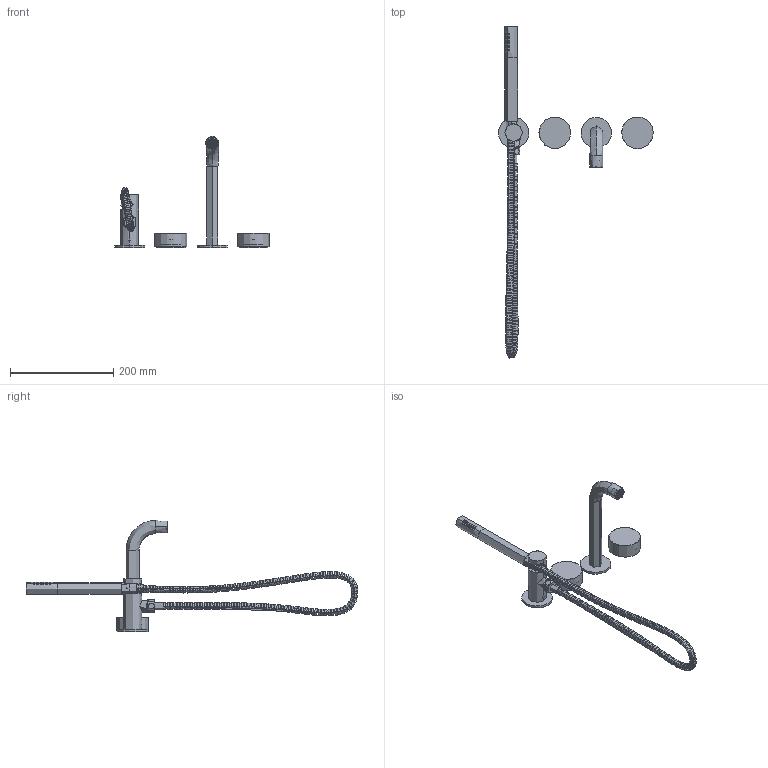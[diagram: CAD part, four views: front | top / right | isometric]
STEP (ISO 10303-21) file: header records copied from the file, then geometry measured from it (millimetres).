
FILE_DESCRIPTION (( 'STEP AP214' ), '1' );
FILE_NAME ('MPPBMSHS2_SHELL.STEP', '2018-01-21T21:29:15', ( 'khoa' ), ( '' ), 'SwSTEP 2.0', 'SolidWorks 2016', '' );
FILE_SCHEMA (( 'AUTOMOTIVE_DESIGN' ));
Length unit declared in the file: millimetre
Products named in the file (40): 00942; MPBO200; i-423030; 00227; 00851; 00234; 00917; MPPSBM; 00947; I-SE07D01_OUTLET END; MPPBMSHS2_SHELL; I-KJ8077305C; I-SE07D01_CONNECTION END; 00292; HAND SHOWER SIDE HOLDER; BATH MIXER SYS W-HAND SHOWER HOSE
Assembly tree (31 placements, depth 4):
  00942
  i-423030
  00851
  00917
  00942
Bounding box: 300.25 x 643.41 x 215.7 mm (x, y, z)
Volume: 428708.4 mm3; surface area: 227224.9 mm2
Topology: 147 solids, 147 shells, 2337 faces, 5325 edges, 3532 vertices
Faces by surface type: plane 1453, cylinder 788, cone 76, torus 14, bspline 6
Entity records: 75318 total; most frequent: CARTESIAN_POINT 19294, DIRECTION 11226, ORIENTED_EDGE 10466, EDGE_CURVE 5233, AXIS2_PLACEMENT_3D 3841, LINE 3544, VECTOR 3544, VERTEX_POINT 3466
